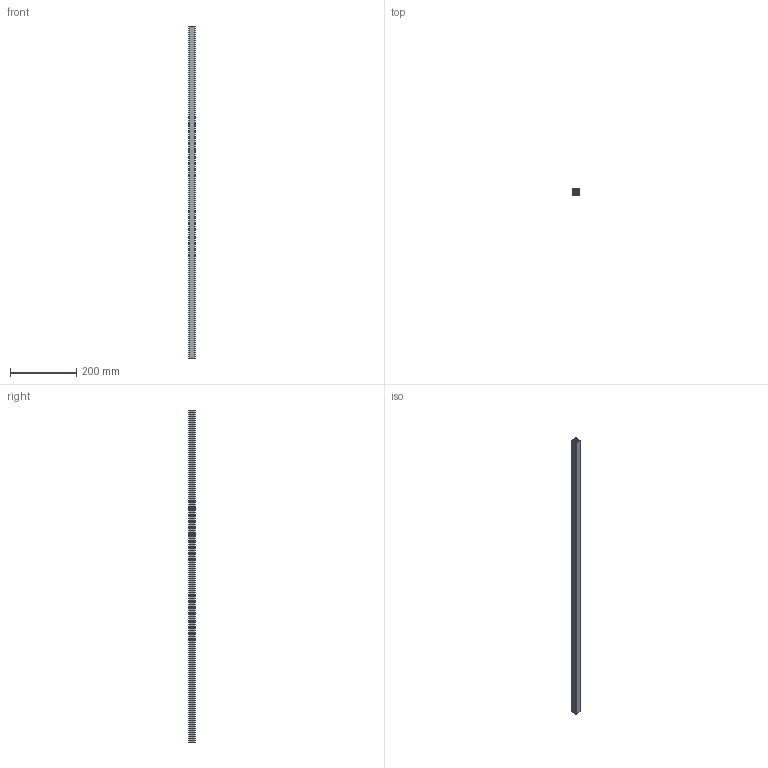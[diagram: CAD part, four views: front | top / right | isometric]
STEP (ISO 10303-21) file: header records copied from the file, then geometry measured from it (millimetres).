
FILE_DESCRIPTION((''),'2;1');
FILE_NAME('P20x20_2NVS.stp','2012-12-06T11:56:05',('Schwarz'),(''),'Autodesk Inventor 2009','Autodesk Inventor 2009','');
FILE_SCHEMA(('AUTOMOTIVE_DESIGN { 1 0 10303 214 1 1 1 1 }'));
Length unit declared in the file: millimetre
Products named in the file (1): P20x20_2NVS.I
Bounding box: 20 x 20 x 1000 mm (x, y, z)
Volume: 201102.8 mm3; surface area: 184642.2 mm2
Topology: 1 solids, 1 shells, 59 faces, 171 edges, 114 vertices
Faces by surface type: plane 30, cylinder 29
Full cylindrical faces by diameter (mm): 4.3 x1
Entity records: 1996 total; most frequent: DIRECTION 348, CARTESIAN_POINT 344, ORIENTED_EDGE 340, EDGE_CURVE 170, AXIS2_PLACEMENT_3D 118, VERTEX_POINT 114, VECTOR 112, LINE 112
